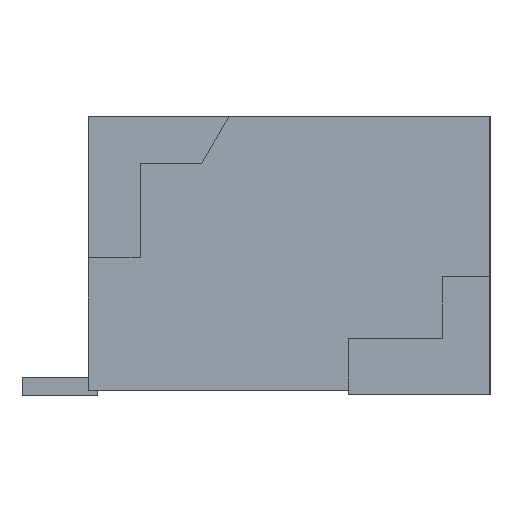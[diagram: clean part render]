
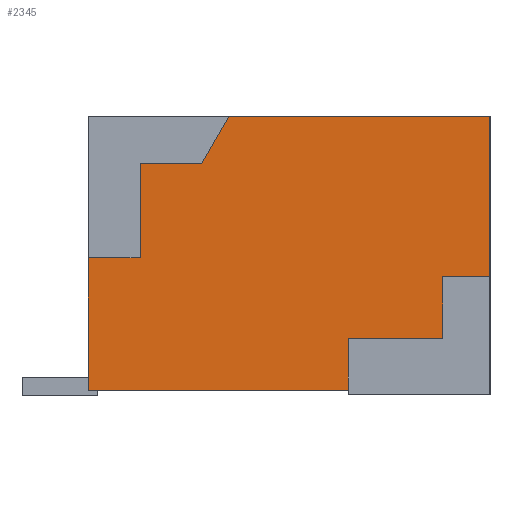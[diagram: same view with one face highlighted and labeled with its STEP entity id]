
A CAD part, left-side view. The second image highlights one B-rep face of the part: STEP entity #2345.
In plain terms, the highlighted planar face has unit normal (-1, 0, 0).
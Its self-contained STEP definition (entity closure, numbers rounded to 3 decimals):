
#1690 = VERTEX_POINT('',#1691);
#1691 = CARTESIAN_POINT('',(-6.5,-2.475,1.26));
#1770 = VERTEX_POINT('',#1771);
#1771 = CARTESIAN_POINT('',(-6.5,-2.475,2.96));
#1777 = EDGE_CURVE('',#1770,#1690,#1778,.T.);
#1778 = LINE('',#1779,#1780);
#1779 = CARTESIAN_POINT('',(-6.5,-2.475,2.96));
#1780 = VECTOR('',#1781,1.);
#1781 = DIRECTION('',(0.,0.,-1.));
#2109 = EDGE_CURVE('',#2110,#1690,#2112,.T.);
#2110 = VERTEX_POINT('',#2111);
#2111 = CARTESIAN_POINT('',(-6.5,-1.975,1.26));
#2112 = LINE('',#2113,#2114);
#2113 = CARTESIAN_POINT('',(-6.5,-2.475,1.26));
#2114 = VECTOR('',#2115,1.);
#2115 = DIRECTION('',(0.,-1.,0.));
#2173 = VERTEX_POINT('',#2174);
#2174 = CARTESIAN_POINT('',(-6.5,0.286,2.96));
#2180 = EDGE_CURVE('',#2173,#1770,#2181,.T.);
#2181 = LINE('',#2182,#2183);
#2182 = CARTESIAN_POINT('',(-6.5,1.775,2.96));
#2183 = VECTOR('',#2184,1.);
#2184 = DIRECTION('',(0.,-1.,0.));
#2345 = ADVANCED_FACE('',(#2346),#2421,.F.);
#2346 = FACE_BOUND('',#2347,.T.);
#2347 = EDGE_LOOP('',(#2348,#2358,#2366,#2374,#2382,#2390,#2396,#2397,
    #2398,#2399,#2407,#2415));
#2348 = ORIENTED_EDGE('',*,*,#2349,.T.);
#2349 = EDGE_CURVE('',#2350,#2352,#2354,.T.);
#2350 = VERTEX_POINT('',#2351);
#2351 = CARTESIAN_POINT('',(-6.5,1.225,1.46));
#2352 = VERTEX_POINT('',#2353);
#2353 = CARTESIAN_POINT('',(-6.5,1.775,1.46));
#2354 = LINE('',#2355,#2356);
#2355 = CARTESIAN_POINT('',(-6.5,1.225,1.46));
#2356 = VECTOR('',#2357,1.);
#2357 = DIRECTION('',(0.,1.,0.));
#2358 = ORIENTED_EDGE('',*,*,#2359,.T.);
#2359 = EDGE_CURVE('',#2352,#2360,#2362,.T.);
#2360 = VERTEX_POINT('',#2361);
#2361 = CARTESIAN_POINT('',(-6.5,1.775,0.06));
#2362 = LINE('',#2363,#2364);
#2363 = CARTESIAN_POINT('',(-6.5,1.775,2.96));
#2364 = VECTOR('',#2365,1.);
#2365 = DIRECTION('',(0.,0.,-1.));
#2366 = ORIENTED_EDGE('',*,*,#2367,.T.);
#2367 = EDGE_CURVE('',#2360,#2368,#2370,.T.);
#2368 = VERTEX_POINT('',#2369);
#2369 = CARTESIAN_POINT('',(-6.5,-0.975,0.06));
#2370 = LINE('',#2371,#2372);
#2371 = CARTESIAN_POINT('',(-6.5,1.775,0.06));
#2372 = VECTOR('',#2373,1.);
#2373 = DIRECTION('',(0.,-1.,0.));
#2374 = ORIENTED_EDGE('',*,*,#2375,.T.);
#2375 = EDGE_CURVE('',#2368,#2376,#2378,.T.);
#2376 = VERTEX_POINT('',#2377);
#2377 = CARTESIAN_POINT('',(-6.5,-0.975,0.61));
#2378 = LINE('',#2379,#2380);
#2379 = CARTESIAN_POINT('',(-6.5,-0.975,0.61));
#2380 = VECTOR('',#2381,1.);
#2381 = DIRECTION('',(0.,0.,1.));
#2382 = ORIENTED_EDGE('',*,*,#2383,.T.);
#2383 = EDGE_CURVE('',#2376,#2384,#2386,.T.);
#2384 = VERTEX_POINT('',#2385);
#2385 = CARTESIAN_POINT('',(-6.5,-1.975,0.61));
#2386 = LINE('',#2387,#2388);
#2387 = CARTESIAN_POINT('',(-6.5,-1.975,0.61));
#2388 = VECTOR('',#2389,1.);
#2389 = DIRECTION('',(0.,-1.,0.));
#2390 = ORIENTED_EDGE('',*,*,#2391,.T.);
#2391 = EDGE_CURVE('',#2384,#2110,#2392,.T.);
#2392 = LINE('',#2393,#2394);
#2393 = CARTESIAN_POINT('',(-6.5,-1.975,1.26));
#2394 = VECTOR('',#2395,1.);
#2395 = DIRECTION('',(0.,0.,1.));
#2396 = ORIENTED_EDGE('',*,*,#2109,.T.);
#2397 = ORIENTED_EDGE('',*,*,#1777,.F.);
#2398 = ORIENTED_EDGE('',*,*,#2180,.F.);
#2399 = ORIENTED_EDGE('',*,*,#2400,.T.);
#2400 = EDGE_CURVE('',#2173,#2401,#2403,.T.);
#2401 = VERTEX_POINT('',#2402);
#2402 = CARTESIAN_POINT('',(-6.5,0.575,2.46));
#2403 = LINE('',#2404,#2405);
#2404 = CARTESIAN_POINT('',(-6.5,0.575,2.46));
#2405 = VECTOR('',#2406,1.);
#2406 = DIRECTION('',(0.,0.5,-0.866));
#2407 = ORIENTED_EDGE('',*,*,#2408,.T.);
#2408 = EDGE_CURVE('',#2401,#2409,#2411,.T.);
#2409 = VERTEX_POINT('',#2410);
#2410 = CARTESIAN_POINT('',(-6.5,1.225,2.46));
#2411 = LINE('',#2412,#2413);
#2412 = CARTESIAN_POINT('',(-6.5,1.225,2.46));
#2413 = VECTOR('',#2414,1.);
#2414 = DIRECTION('',(0.,1.,0.));
#2415 = ORIENTED_EDGE('',*,*,#2416,.T.);
#2416 = EDGE_CURVE('',#2409,#2350,#2417,.T.);
#2417 = LINE('',#2418,#2419);
#2418 = CARTESIAN_POINT('',(-6.5,1.225,2.46));
#2419 = VECTOR('',#2420,1.);
#2420 = DIRECTION('',(0.,0.,-1.));
#2421 = PLANE('',#2422);
#2422 = AXIS2_PLACEMENT_3D('',#2423,#2424,#2425);
#2423 = CARTESIAN_POINT('',(-6.5,1.775,2.96));
#2424 = DIRECTION('',(1.,0.,0.));
#2425 = DIRECTION('',(0.,1.,0.));
